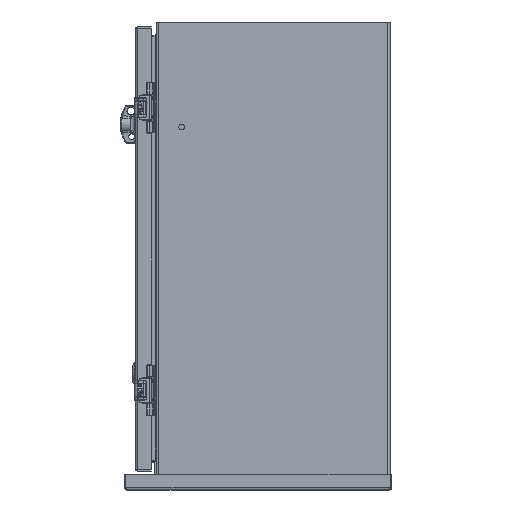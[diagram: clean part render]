
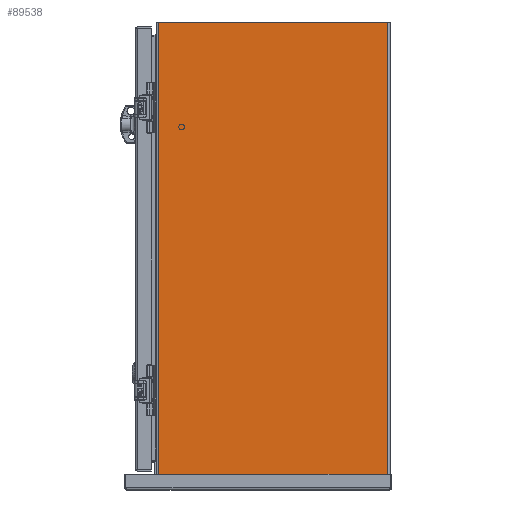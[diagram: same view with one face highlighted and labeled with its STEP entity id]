
A CAD part, left-side view. The second image highlights one B-rep face of the part: STEP entity #89538.
In plain terms, the highlighted planar face has unit normal (-1, 0, 0).
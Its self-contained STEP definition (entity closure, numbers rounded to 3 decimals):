
#2985 = CARTESIAN_POINT ( 'NONE',  ( -10., 11.888, 0. ) ) ;
#3964 = DIRECTION ( 'NONE',  ( 0., 1., 0. ) ) ;
#4236 = VERTEX_POINT ( 'NONE', #46584 ) ;
#4702 = EDGE_LOOP ( 'NONE', ( #56422, #32891, #42971, #19893 ) ) ;
#9228 = LINE ( 'NONE', #2985, #92937 ) ;
#9711 = DIRECTION ( 'NONE',  ( 0., 1., 0. ) ) ;
#10928 = EDGE_CURVE ( 'NONE', #70273, #32198, #9228, .T. ) ;
#18536 = VECTOR ( 'NONE', #24272, 39.37 ) ;
#19893 = ORIENTED_EDGE ( 'NONE', *, *, #87058, .F. ) ;
#20659 = EDGE_CURVE ( 'NONE', #4236, #61689, #74920, .T. ) ;
#24272 = DIRECTION ( 'NONE',  ( 0., 0., -1. ) ) ;
#24617 = FACE_OUTER_BOUND ( 'NONE', #4702, .T. ) ;
#30709 = CARTESIAN_POINT ( 'NONE',  ( -10., 6.007, 0. ) ) ;
#32198 = VERTEX_POINT ( 'NONE', #67309 ) ;
#32891 = ORIENTED_EDGE ( 'NONE', *, *, #62575, .T. ) ;
#33035 = CARTESIAN_POINT ( 'NONE',  ( -10., 11.888, 0. ) ) ;
#34277 = AXIS2_PLACEMENT_3D ( 'NONE', #67624, #89132, #60936 ) ;
#42971 = ORIENTED_EDGE ( 'NONE', *, *, #10928, .T. ) ;
#46258 = CARTESIAN_POINT ( 'NONE',  ( -10., 0.127, 0. ) ) ;
#46454 = DIRECTION ( 'NONE',  ( 0., 0., -1. ) ) ;
#46584 = CARTESIAN_POINT ( 'NONE',  ( -10., 0.127, 0. ) ) ;
#48384 = CARTESIAN_POINT ( 'NONE',  ( -10., 6.007, -23.94 ) ) ;
#50749 = VECTOR ( 'NONE', #3964, 39.37 ) ;
#52311 = CARTESIAN_POINT ( 'NONE',  ( -10., 0.127, -23.94 ) ) ;
#55549 = LINE ( 'NONE', #48384, #50749 ) ;
#56422 = ORIENTED_EDGE ( 'NONE', *, *, #20659, .F. ) ;
#57289 = VECTOR ( 'NONE', #9711, 39.37 ) ;
#60469 = PLANE ( 'NONE',  #34277 ) ;
#60936 = DIRECTION ( 'NONE',  ( 0., 0., 1. ) ) ;
#61689 = VERTEX_POINT ( 'NONE', #52311 ) ;
#62575 = EDGE_CURVE ( 'NONE', #4236, #70273, #82298, .T. ) ;
#67309 = CARTESIAN_POINT ( 'NONE',  ( -10., 11.888, -23.94 ) ) ;
#67624 = CARTESIAN_POINT ( 'NONE',  ( -10., 11.888, 0. ) ) ;
#70273 = VERTEX_POINT ( 'NONE', #33035 ) ;
#74920 = LINE ( 'NONE', #46258, #18536 ) ;
#82298 = LINE ( 'NONE', #30709, #57289 ) ;
#87058 = EDGE_CURVE ( 'NONE', #61689, #32198, #55549, .T. ) ;
#89132 = DIRECTION ( 'NONE',  ( -1., 0., 0. ) ) ;
#89538 = ADVANCED_FACE ( 'NONE', ( #24617 ), #60469, .T. ) ;
#92937 = VECTOR ( 'NONE', #46454, 39.37 ) ;
